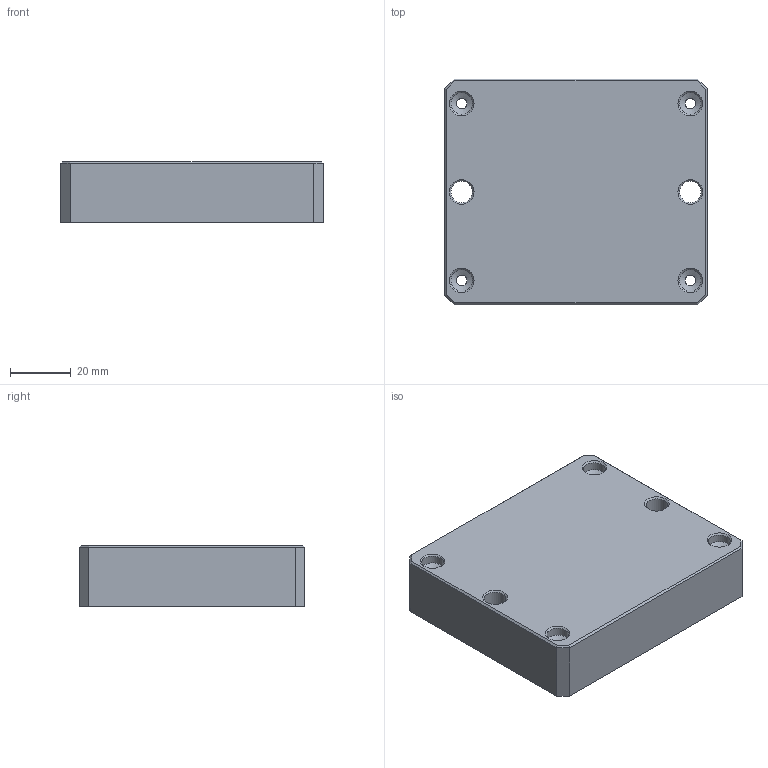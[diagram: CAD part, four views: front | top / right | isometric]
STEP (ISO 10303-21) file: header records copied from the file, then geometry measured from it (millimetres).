
FILE_DESCRIPTION(/* description */ (''),/* implementation_level */ '2;1');
FILE_NAME(/* name */ 'SR6 Blank Panel - Cut to height.step',/* time_stamp */ '2022-02-10T14:34:27+00:00',/* author */ (''),/* organization */ (''),/* preprocessor_version */ 'ST-DEVELOPER v18.1',/* originating_system */ 'Autodesk Translation Framework v10.13.0.1454',/* authorisation */ '');
FILE_SCHEMA (('AUTOMOTIVE_DESIGN { 1 0 10303 214 3 1 1 }'));
Length unit declared in the file: millimetre
Products named in the file (2): SR6-Beta; Panel
Assembly tree (1 placements, depth 2):
  SR6-Beta
    Panel
Bounding box: 86 x 74 x 20 mm (x, y, z)
Volume: 41239.8 mm3; surface area: 25352.7 mm2
Topology: 1 solids, 1 shells, 47 faces, 110 edges, 66 vertices
Faces by surface type: plane 23, cylinder 14, cone 10
Full cylindrical faces by diameter (mm): 3.5 x4, 7.1 x6
Entity records: 1399 total; most frequent: DIRECTION 244, CARTESIAN_POINT 226, ORIENTED_EDGE 220, EDGE_CURVE 110, AXIS2_PLACEMENT_3D 84, LINE 76, VECTOR 76, VERTEX_POINT 66
